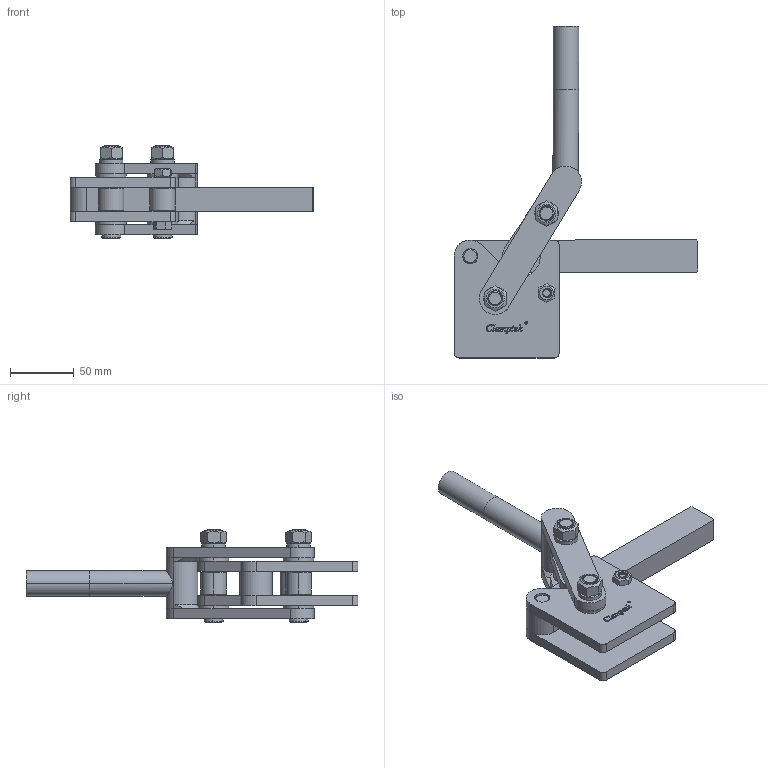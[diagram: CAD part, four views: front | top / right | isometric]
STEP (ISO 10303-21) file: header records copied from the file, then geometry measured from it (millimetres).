
FILE_DESCRIPTION (( 'STEP AP203' ), '1' );
FILE_NAME ('CH-75048.STEP', '2017-12-09T06:52:59', ( 'Windows' ), ( 'Microsoft' ), 'SwSTEP 2.0', 'SolidWorks 2015', '' );
FILE_SCHEMA (( 'CONFIG_CONTROL_DESIGN' ));
Length unit declared in the file: millimetre
Products named in the file (15): CH-75048-04 CONNECTING-PLATE; CH-75048-01 SUPPORT; CH-75048-03 HANDLE_默认<按加工>; CH-75048-08; CH-75048-06; CH-75048-09; CH-75048-02 BAR; CH-75048-05; M12 NUT; CH-75048-11; M8X40; CH-75048-07; CH-75048; CH-75048-10; M8 NUT
Assembly tree (28 placements, depth 2):
  CH-75048
    CH-75048-01 SUPPORT
    CH-75048-08  x4
    CH-75048-09  x2
    CH-75048-05  x3
    CH-75048-11  x4
    CH-75048-07  x2
    CH-75048-10  x2
    M8 NUT
    CH-75048-04 CONNECTING-PLATE  x2
    CH-75048-03 HANDLE_默认<按加工>
    CH-75048-06  x2
    CH-75048-02 BAR
    M12 NUT  x2
    M8X40
Bounding box: 191.5 x 260.71 x 73.5 mm (x, y, z)
Volume: 352845.4 mm3; surface area: 125698.5 mm2
Topology: 35 solids, 35 shells, 3525 faces, 10187 edges, 6766 vertices
Faces by surface type: plane 2041, cylinder 1190, bspline 187, cone 105, torus 2
Entity records: 75448 total; most frequent: CARTESIAN_POINT 26702, ORIENTED_EDGE 10610, DIRECTION 8866, EDGE_CURVE 5305, VERTEX_POINT 3526, AXIS2_PLACEMENT_3D 3083, VECTOR 2700, LINE 2700
